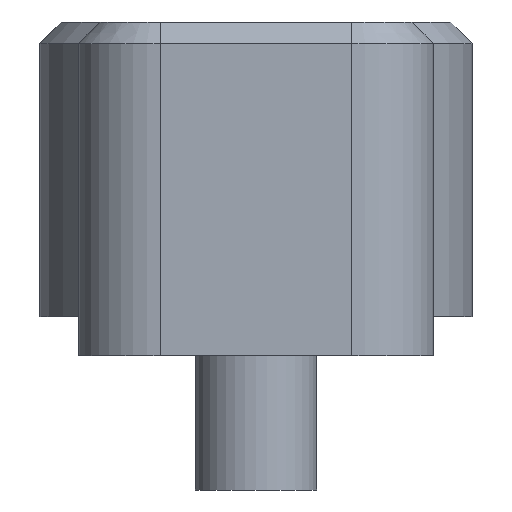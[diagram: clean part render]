
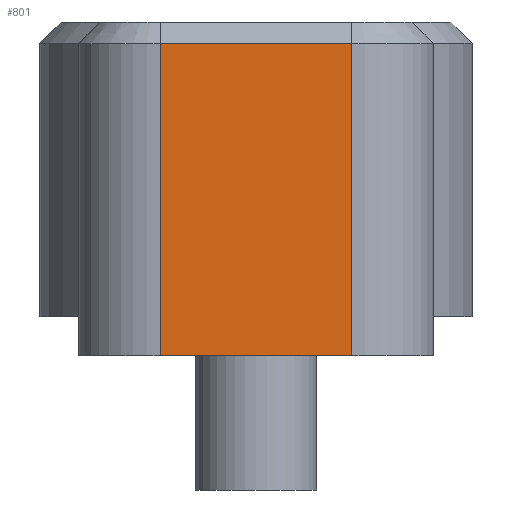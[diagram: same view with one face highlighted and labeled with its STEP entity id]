
A CAD part, front view. The second image highlights one B-rep face of the part: STEP entity #801.
In plain terms, the highlighted planar face has unit normal (0, -1, 0).
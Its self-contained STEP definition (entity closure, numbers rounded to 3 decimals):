
#55=PLANE('',#920);
#102=FACE_OUTER_BOUND('',#155,.T.);
#155=EDGE_LOOP('',(#739,#740,#741,#742));
#163=LINE('',#1223,#218);
#189=LINE('',#1336,#244);
#192=LINE('',#1349,#247);
#202=LINE('',#1391,#257);
#218=VECTOR('',#954,10.);
#244=VECTOR('',#1078,10.);
#247=VECTOR('',#1093,10.);
#257=VECTOR('',#1143,10.);
#335=VERTEX_POINT('',#1215);
#337=VERTEX_POINT('',#1221);
#371=VERTEX_POINT('',#1335);
#375=VERTEX_POINT('',#1347);
#412=EDGE_CURVE('',#337,#335,#163,.T.);
#467=EDGE_CURVE('',#335,#371,#189,.T.);
#474=EDGE_CURVE('',#337,#375,#192,.T.);
#495=EDGE_CURVE('',#371,#375,#202,.T.);
#739=ORIENTED_EDGE('',*,*,#412,.F.);
#740=ORIENTED_EDGE('',*,*,#474,.T.);
#741=ORIENTED_EDGE('',*,*,#495,.F.);
#742=ORIENTED_EDGE('',*,*,#467,.F.);
#801=ADVANCED_FACE('',(#102),#55,.T.);
#920=AXIS2_PLACEMENT_3D('',#1428,#1186,#1187);
#954=DIRECTION('',(1.,0.,0.));
#1078=DIRECTION('',(0.,0.,-1.));
#1093=DIRECTION('',(0.,0.,-1.));
#1143=DIRECTION('',(-1.,0.,0.));
#1186=DIRECTION('center_axis',(0.,-1.,0.));
#1187=DIRECTION('ref_axis',(1.,0.,0.));
#1215=CARTESIAN_POINT('',(2.208,-13.1,9.3));
#1221=CARTESIAN_POINT('',(-2.208,-13.1,9.3));
#1223=CARTESIAN_POINT('',(-1.104,-13.1,9.3));
#1335=CARTESIAN_POINT('',(2.208,-13.1,2.1));
#1336=CARTESIAN_POINT('',(2.208,-13.1,9.));
#1347=CARTESIAN_POINT('',(-2.208,-13.1,2.1));
#1349=CARTESIAN_POINT('',(-2.208,-13.1,9.));
#1391=CARTESIAN_POINT('',(2.208,-13.1,2.1));
#1428=CARTESIAN_POINT('Origin',(-2.208,-13.1,9.));
